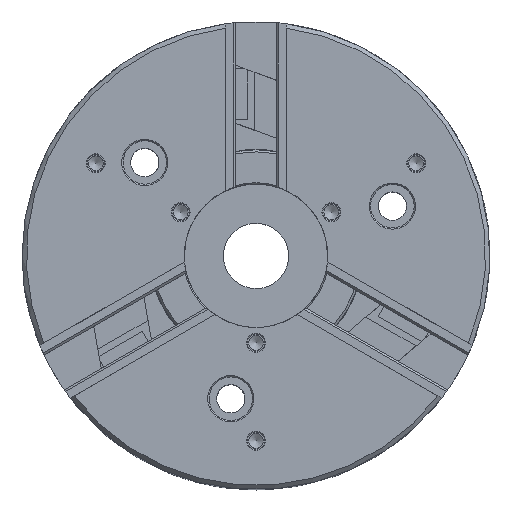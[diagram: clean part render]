
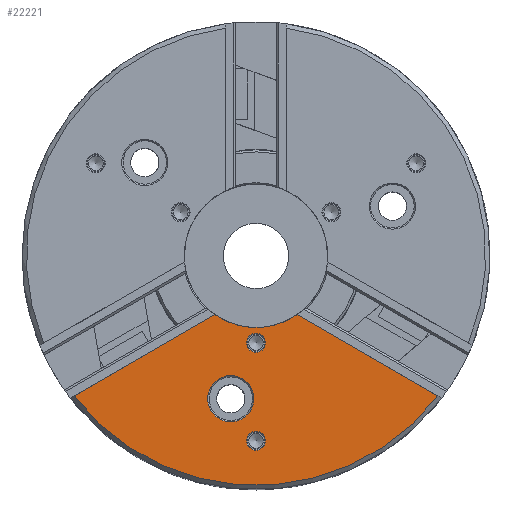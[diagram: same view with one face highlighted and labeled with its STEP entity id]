
A CAD part, top view. The second image highlights one B-rep face of the part: STEP entity #22221.
In plain terms, the highlighted planar face has unit normal (0, 0, 1).
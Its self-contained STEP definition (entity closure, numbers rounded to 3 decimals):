
#1317=LINE('',#38194,#2911);
#1319=LINE('',#38203,#2913);
#2911=VECTOR('',#29642,1000.);
#2913=VECTOR('',#29654,1000.);
#4270=PLANE('',#24498);
#8054=ORIENTED_EDGE('',*,*,#12985,.F.);
#8055=ORIENTED_EDGE('',*,*,#12904,.F.);
#8056=ORIENTED_EDGE('',*,*,#12902,.T.);
#8057=ORIENTED_EDGE('',*,*,#12796,.T.);
#8058=ORIENTED_EDGE('',*,*,#12907,.F.);
#8059=ORIENTED_EDGE('',*,*,#12986,.F.);
#8060=ORIENTED_EDGE('',*,*,#12987,.F.);
#12796=EDGE_CURVE('',#15425,#15424,#16997,.T.);
#12902=EDGE_CURVE('',#15487,#15425,#1317,.T.);
#12904=EDGE_CURVE('',#15487,#15488,#17032,.T.);
#12907=EDGE_CURVE('',#15488,#15424,#1319,.T.);
#12985=EDGE_CURVE('',#15538,#15538,#17058,.T.);
#12986=EDGE_CURVE('',#15539,#15539,#17059,.T.);
#12987=EDGE_CURVE('',#15540,#15540,#17060,.T.);
#15424=VERTEX_POINT('',#37932);
#15425=VERTEX_POINT('',#37934);
#15487=VERTEX_POINT('',#38195);
#15488=VERTEX_POINT('',#38199);
#15538=VERTEX_POINT('',#38364);
#15539=VERTEX_POINT('',#38366);
#15540=VERTEX_POINT('',#38368);
#16997=CIRCLE('',#24358,33.);
#17032=CIRCLE('',#24439,105.5);
#17058=CIRCLE('',#24499,10.6);
#17059=CIRCLE('',#24500,4.324);
#17060=CIRCLE('',#24501,4.324);
#18349=EDGE_LOOP('',(#8054));
#18350=EDGE_LOOP('',(#8055,#8056,#8057,#8058));
#18351=EDGE_LOOP('',(#8059));
#18352=EDGE_LOOP('',(#8060));
#20251=FACE_BOUND('',#18349,.T.);
#20252=FACE_BOUND('',#18350,.T.);
#20253=FACE_BOUND('',#18351,.T.);
#20254=FACE_BOUND('',#18352,.T.);
#22221=ADVANCED_FACE('',(#20251,#20252,#20253,#20254),#4270,.F.);
#24358=AXIS2_PLACEMENT_3D('',#37933,#29429,#29430);
#24439=AXIS2_PLACEMENT_3D('',#38198,#29647,#29648);
#24498=AXIS2_PLACEMENT_3D('',#38362,#29816,#29817);
#24499=AXIS2_PLACEMENT_3D('',#38363,#29818,#29819);
#24500=AXIS2_PLACEMENT_3D('',#38365,#29820,#29821);
#24501=AXIS2_PLACEMENT_3D('',#38367,#29822,#29823);
#29429=DIRECTION('',(0.,0.,-1.));
#29430=DIRECTION('',(0.5,0.866,0.));
#29642=DIRECTION('',(-0.866,0.5,0.));
#29647=DIRECTION('',(0.,0.,-1.));
#29648=DIRECTION('',(0.5,0.866,0.));
#29654=DIRECTION('',(0.866,0.5,0.));
#29816=DIRECTION('',(0.,0.,-1.));
#29817=DIRECTION('',(0.5,0.866,0.));
#29818=DIRECTION('',(0.,0.,1.));
#29819=DIRECTION('',(-0.5,0.866,0.));
#29820=DIRECTION('',(0.,0.,1.));
#29821=DIRECTION('',(1.,0.,0.));
#29822=DIRECTION('',(0.,0.,1.));
#29823=DIRECTION('',(1.,0.,0.));
#37932=CARTESIAN_POINT('',(-18.88,-27.066,0.));
#37933=CARTESIAN_POINT('',(0.,0.,0.));
#37934=CARTESIAN_POINT('',(18.88,-27.066,0.));
#38194=CARTESIAN_POINT('',(86.098,-65.874,0.));
#38195=CARTESIAN_POINT('',(83.558,-64.408,0.));
#38198=CARTESIAN_POINT('',(0.,0.,0.));
#38199=CARTESIAN_POINT('',(-83.558,-64.408,0.));
#38203=CARTESIAN_POINT('',(-86.098,-65.874,0.));
#38362=CARTESIAN_POINT('',(91.366,52.75,0.));
#38363=CARTESIAN_POINT('',(-11.582,-65.687,0.));
#38364=CARTESIAN_POINT('',(-16.882,-56.507,0.));
#38365=CARTESIAN_POINT('',(0.,-85.,0.));
#38366=CARTESIAN_POINT('',(4.324,-85.,0.));
#38367=CARTESIAN_POINT('',(0.,-40.,0.));
#38368=CARTESIAN_POINT('',(4.324,-40.,0.));
